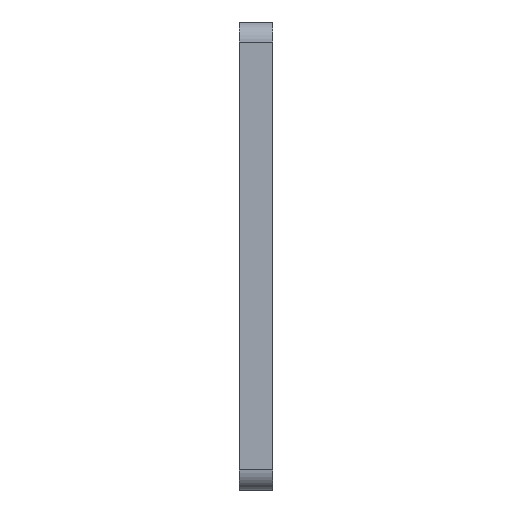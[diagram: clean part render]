
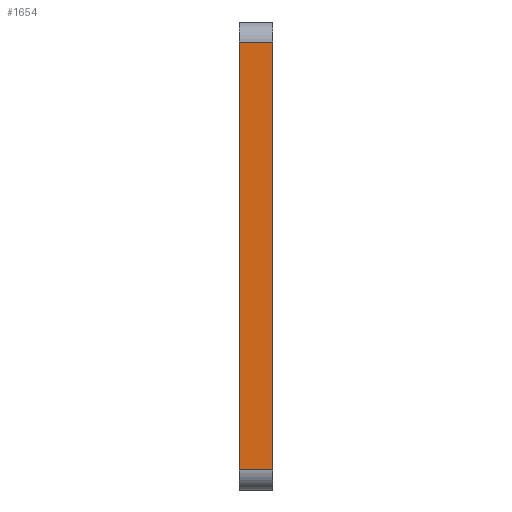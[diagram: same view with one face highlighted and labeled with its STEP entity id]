
A CAD part, left-side view. The second image highlights one B-rep face of the part: STEP entity #1654.
In plain terms, the highlighted planar face has unit normal (-1, 0, 0).
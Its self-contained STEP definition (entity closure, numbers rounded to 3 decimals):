
#113 = VERTEX_POINT ( 'NONE', #1112 ) ;
#224 = CARTESIAN_POINT ( 'NONE',  ( -86.8, 0., 32. ) ) ;
#230 = EDGE_CURVE ( 'NONE', #1175, #113, #405, .T. ) ;
#244 = VECTOR ( 'NONE', #542, 1000. ) ;
#267 = CARTESIAN_POINT ( 'NONE',  ( -86.8, 5., -32. ) ) ;
#273 = CARTESIAN_POINT ( 'NONE',  ( -86.8, 0., 0. ) ) ;
#394 = LINE ( 'NONE', #1018, #1158 ) ;
#402 = EDGE_LOOP ( 'NONE', ( #1353, #931, #1487, #2022 ) ) ;
#405 = LINE ( 'NONE', #1657, #244 ) ;
#432 = FACE_OUTER_BOUND ( 'NONE', #402, .T. ) ;
#455 = CARTESIAN_POINT ( 'NONE',  ( -86.8, 0., 0. ) ) ;
#542 = DIRECTION ( 'NONE',  ( 0., -1., 0. ) ) ;
#557 = EDGE_CURVE ( 'NONE', #1417, #113, #584, .T. ) ;
#584 = LINE ( 'NONE', #273, #1020 ) ;
#623 = CARTESIAN_POINT ( 'NONE',  ( -86.8, 5., 32. ) ) ;
#931 = ORIENTED_EDGE ( 'NONE', *, *, #1759, .T. ) ;
#937 = DIRECTION ( 'NONE',  ( 1., 0., 0. ) ) ;
#1018 = CARTESIAN_POINT ( 'NONE',  ( -86.8, 5., 0. ) ) ;
#1020 = VECTOR ( 'NONE', #1343, 1000. ) ;
#1112 = CARTESIAN_POINT ( 'NONE',  ( -86.8, 0., -32. ) ) ;
#1116 = VERTEX_POINT ( 'NONE', #623 ) ;
#1158 = VECTOR ( 'NONE', #1634, 1000. ) ;
#1175 = VERTEX_POINT ( 'NONE', #267 ) ;
#1235 = PLANE ( 'NONE',  #1951 ) ;
#1319 = VECTOR ( 'NONE', #1591, 1000. ) ;
#1343 = DIRECTION ( 'NONE',  ( 0., 0., -1. ) ) ;
#1353 = ORIENTED_EDGE ( 'NONE', *, *, #557, .F. ) ;
#1417 = VERTEX_POINT ( 'NONE', #1739 ) ;
#1487 = ORIENTED_EDGE ( 'NONE', *, *, #1863, .F. ) ;
#1555 = DIRECTION ( 'NONE',  ( 0., 0., -1. ) ) ;
#1591 = DIRECTION ( 'NONE',  ( 0., 1., 0. ) ) ;
#1634 = DIRECTION ( 'NONE',  ( 0., 0., 1. ) ) ;
#1654 = ADVANCED_FACE ( 'NONE', ( #432 ), #1235, .F. ) ;
#1657 = CARTESIAN_POINT ( 'NONE',  ( -86.8, 0., -32. ) ) ;
#1737 = LINE ( 'NONE', #224, #1319 ) ;
#1739 = CARTESIAN_POINT ( 'NONE',  ( -86.8, 0., 32. ) ) ;
#1759 = EDGE_CURVE ( 'NONE', #1417, #1116, #1737, .T. ) ;
#1863 = EDGE_CURVE ( 'NONE', #1175, #1116, #394, .T. ) ;
#1951 = AXIS2_PLACEMENT_3D ( 'NONE', #455, #937, #1555 ) ;
#2022 = ORIENTED_EDGE ( 'NONE', *, *, #230, .T. ) ;
